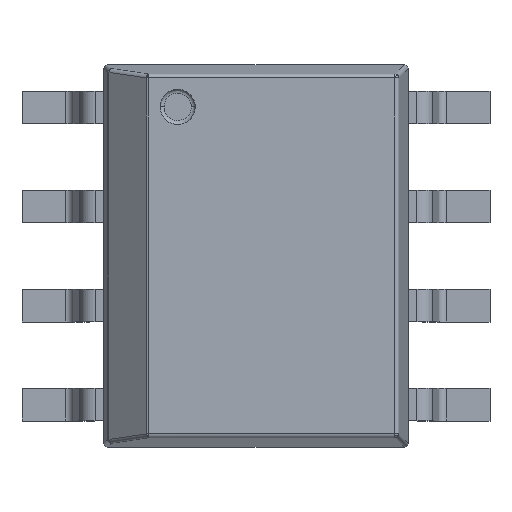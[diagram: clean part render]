
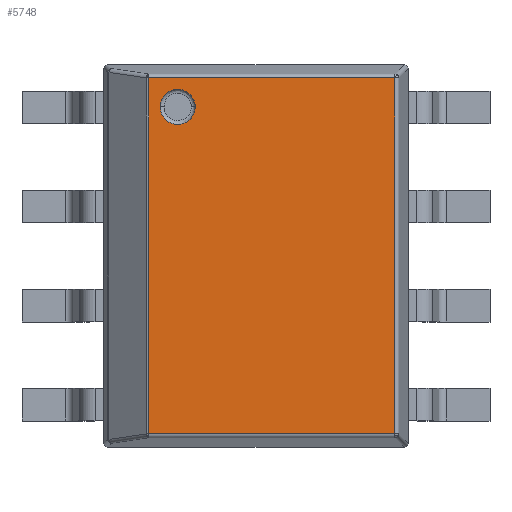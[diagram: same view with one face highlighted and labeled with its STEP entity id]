
A CAD part, top view. The second image highlights one B-rep face of the part: STEP entity #5748.
In plain terms, the highlighted planar face has unit normal (0, 0, 1).
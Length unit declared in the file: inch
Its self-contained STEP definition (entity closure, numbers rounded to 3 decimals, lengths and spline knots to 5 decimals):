
#274 = DIRECTION ( 'NONE',  ( 1., 0., 0. ) ) ;
#397 = CARTESIAN_POINT ( 'NONE',  ( -0.03954, 0.07522, 0.0689 ) ) ;
#536 = EDGE_LOOP ( 'NONE', ( #2749, #3482, #8354, #7817 ) ) ;
#616 = LINE ( 'NONE', #8464, #5104 ) ;
#761 = CIRCLE ( 'NONE', #770, 0.00886 ) ;
#770 = AXIS2_PLACEMENT_3D ( 'NONE', #397, #5047, #7054 ) ;
#886 = ORIENTED_EDGE ( 'NONE', *, *, #2854, .T. ) ;
#1242 = DIRECTION ( 'NONE',  ( 0., 0., -1. ) ) ;
#1252 = CARTESIAN_POINT ( 'NONE',  ( -0.0484, 0.07522, 0.0689 ) ) ;
#1481 = CARTESIAN_POINT ( 'NONE',  ( 0.07016, -0.08984, 0.0689 ) ) ;
#1805 = VERTEX_POINT ( 'NONE', #6342 ) ;
#1833 = EDGE_CURVE ( 'NONE', #1805, #6072, #6907, .T. ) ;
#2197 = DIRECTION ( 'NONE',  ( -1., 0., 0. ) ) ;
#2266 = FACE_BOUND ( 'NONE', #4448, .T. ) ;
#2532 = DIRECTION ( 'NONE',  ( 0., -1., 0. ) ) ;
#2661 = DIRECTION ( 'NONE',  ( -1., 0., 0. ) ) ;
#2749 = ORIENTED_EDGE ( 'NONE', *, *, #1833, .T. ) ;
#2854 = EDGE_CURVE ( 'NONE', #3215, #6028, #761, .T. ) ;
#3071 = CARTESIAN_POINT ( 'NONE',  ( -0.05416, 0., 0.0689 ) ) ;
#3155 = VERTEX_POINT ( 'NONE', #7269 ) ;
#3215 = VERTEX_POINT ( 'NONE', #1252 ) ;
#3259 = CARTESIAN_POINT ( 'NONE',  ( -0.07677, 0., 0.0689 ) ) ;
#3482 = ORIENTED_EDGE ( 'NONE', *, *, #5532, .F. ) ;
#3552 = DIRECTION ( 'NONE',  ( 0., -1., 0. ) ) ;
#4051 = ORIENTED_EDGE ( 'NONE', *, *, #8019, .T. ) ;
#4448 = EDGE_LOOP ( 'NONE', ( #886, #4051 ) ) ;
#4574 = DIRECTION ( 'NONE',  ( 1., 0., 0. ) ) ;
#4921 = CARTESIAN_POINT ( 'NONE',  ( -0.05758, 0.08984, 0.0689 ) ) ;
#4923 = PLANE ( 'NONE',  #5078 ) ;
#5047 = DIRECTION ( 'NONE',  ( 0., 0., -1. ) ) ;
#5078 = AXIS2_PLACEMENT_3D ( 'NONE', #3259, #8373, #4574 ) ;
#5083 = VECTOR ( 'NONE', #274, 39.37008 ) ;
#5104 = VECTOR ( 'NONE', #2532, 39.37008 ) ;
#5532 = EDGE_CURVE ( 'NONE', #7530, #6072, #7362, .T. ) ;
#5681 = CARTESIAN_POINT ( 'NONE',  ( -0.03069, 0.07522, 0.0689 ) ) ;
#5748 = ADVANCED_FACE ( 'NONE', ( #2266, #7528 ), #4923, .T. ) ;
#5988 = CARTESIAN_POINT ( 'NONE',  ( -0.05758, -0.08984, 0.0689 ) ) ;
#6028 = VERTEX_POINT ( 'NONE', #5681 ) ;
#6072 = VERTEX_POINT ( 'NONE', #8352 ) ;
#6342 = CARTESIAN_POINT ( 'NONE',  ( -0.05416, 0.08984, 0.0689 ) ) ;
#6773 = AXIS2_PLACEMENT_3D ( 'NONE', #7826, #1242, #2661 ) ;
#6871 = VECTOR ( 'NONE', #3552, 39.37008 ) ;
#6907 = LINE ( 'NONE', #3071, #6871 ) ;
#7054 = DIRECTION ( 'NONE',  ( -1., 0., 0. ) ) ;
#7095 = EDGE_CURVE ( 'NONE', #1805, #3155, #7700, .T. ) ;
#7269 = CARTESIAN_POINT ( 'NONE',  ( 0.07016, 0.08984, 0.0689 ) ) ;
#7362 = LINE ( 'NONE', #5988, #8247 ) ;
#7450 = CIRCLE ( 'NONE', #6773, 0.00886 ) ;
#7528 = FACE_OUTER_BOUND ( 'NONE', #536, .T. ) ;
#7530 = VERTEX_POINT ( 'NONE', #1481 ) ;
#7700 = LINE ( 'NONE', #4921, #5083 ) ;
#7817 = ORIENTED_EDGE ( 'NONE', *, *, #7095, .F. ) ;
#7826 = CARTESIAN_POINT ( 'NONE',  ( -0.03954, 0.07522, 0.0689 ) ) ;
#8019 = EDGE_CURVE ( 'NONE', #6028, #3215, #7450, .T. ) ;
#8084 = EDGE_CURVE ( 'NONE', #3155, #7530, #616, .T. ) ;
#8247 = VECTOR ( 'NONE', #2197, 39.37008 ) ;
#8352 = CARTESIAN_POINT ( 'NONE',  ( -0.05416, -0.08984, 0.0689 ) ) ;
#8354 = ORIENTED_EDGE ( 'NONE', *, *, #8084, .F. ) ;
#8373 = DIRECTION ( 'NONE',  ( 0., 0., 1. ) ) ;
#8464 = CARTESIAN_POINT ( 'NONE',  ( 0.07016, 0., 0.0689 ) ) ;
